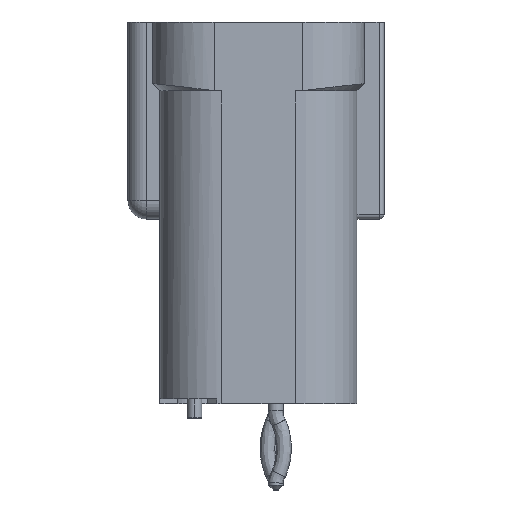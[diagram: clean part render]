
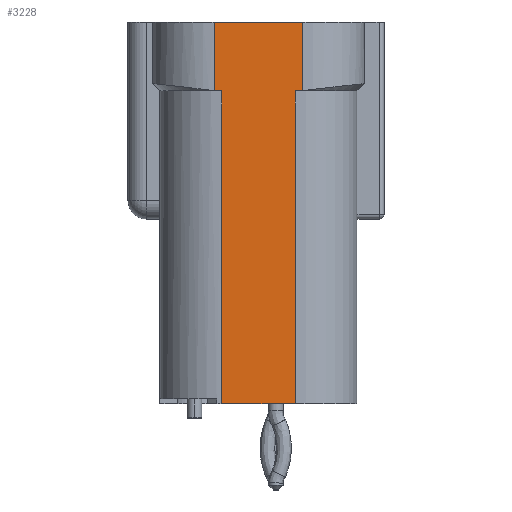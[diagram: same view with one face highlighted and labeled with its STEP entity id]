
A CAD part, left-side view. The second image highlights one B-rep face of the part: STEP entity #3228.
In plain terms, the highlighted planar face has unit normal (-1, 0, 0).
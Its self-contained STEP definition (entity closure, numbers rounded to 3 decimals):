
#29 = PLANE ( 'NONE',  #4799 ) ;
#163 = EDGE_CURVE ( 'NONE', #14222, #12510, #5317, .T. ) ;
#260 = CARTESIAN_POINT ( 'NONE',  ( 0., 5.5, 0. ) ) ;
#407 = ORIENTED_EDGE ( 'NONE', *, *, #163, .T. ) ;
#983 = ORIENTED_EDGE ( 'NONE', *, *, #14729, .T. ) ;
#992 = B_SPLINE_CURVE_WITH_KNOTS ( 'NONE', 3,
 ( #8968, #6581, #11273, #8671 ),
 .UNSPECIFIED., .F., .F.,
 ( 4, 4 ),
 ( 0., 0. ),
 .UNSPECIFIED. ) ;
#1172 = B_SPLINE_CURVE_WITH_KNOTS ( 'NONE', 3,
 ( #13279, #8280, #1256, #4960 ),
 .UNSPECIFIED., .F., .F.,
 ( 4, 4 ),
 ( 0., 0. ),
 .UNSPECIFIED. ) ;
#1256 = CARTESIAN_POINT ( 'NONE',  ( 0., 5.6, 12.7 ) ) ;
#1605 = DIRECTION ( 'NONE',  ( 0., 0., 1. ) ) ;
#2049 = LINE ( 'NONE', #5848, #8137 ) ;
#2794 = CARTESIAN_POINT ( 'NONE',  ( 0., 5.5, 12.7 ) ) ;
#2997 = CARTESIAN_POINT ( 'NONE',  ( 0., 2.5, 0. ) ) ;
#3071 = LINE ( 'NONE', #2997, #12224 ) ;
#3228 = ADVANCED_FACE ( 'NONE', ( #7119 ), #29, .F. ) ;
#3379 = EDGE_CURVE ( 'NONE', #9546, #15119, #9114, .T. ) ;
#3525 = LINE ( 'NONE', #6985, #8788 ) ;
#3561 = CARTESIAN_POINT ( 'NONE',  ( 0., 5.8, 12.718 ) ) ;
#4377 = ORIENTED_EDGE ( 'NONE', *, *, #5072, .F. ) ;
#4473 = EDGE_LOOP ( 'NONE', ( #6605, #4377, #7199, #407, #14549, #11358, #983, #9985 ) ) ;
#4738 = CARTESIAN_POINT ( 'NONE',  ( 0., 2.5, 15.5 ) ) ;
#4799 = AXIS2_PLACEMENT_3D ( 'NONE', #4738, #12046, #8515 ) ;
#4960 = CARTESIAN_POINT ( 'NONE',  ( 0., 5.5, 12.7 ) ) ;
#5072 = EDGE_CURVE ( 'NONE', #8098, #13082, #13485, .T. ) ;
#5317 = LINE ( 'NONE', #9939, #7746 ) ;
#5683 = DIRECTION ( 'NONE',  ( 0., 0., -1. ) ) ;
#5848 = CARTESIAN_POINT ( 'NONE',  ( 0., 2.5, 15.5 ) ) ;
#6351 = CARTESIAN_POINT ( 'NONE',  ( 0., 5.8, 15.5 ) ) ;
#6581 = CARTESIAN_POINT ( 'NONE',  ( 0., 2.4, 12.7 ) ) ;
#6605 = ORIENTED_EDGE ( 'NONE', *, *, #8761, .T. ) ;
#6720 = DIRECTION ( 'NONE',  ( 0., 0., 1. ) ) ;
#6985 = CARTESIAN_POINT ( 'NONE',  ( 0., 5.5, 15.5 ) ) ;
#7119 = FACE_OUTER_BOUND ( 'NONE', #4473, .T. ) ;
#7199 = ORIENTED_EDGE ( 'NONE', *, *, #13766, .T. ) ;
#7631 = CARTESIAN_POINT ( 'NONE',  ( 0., 2.5, 15.5 ) ) ;
#7746 = VECTOR ( 'NONE', #1605, 1000. ) ;
#8098 = VERTEX_POINT ( 'NONE', #11379 ) ;
#8137 = VECTOR ( 'NONE', #9314, 1000. ) ;
#8200 = EDGE_CURVE ( 'NONE', #14826, #13708, #3525, .T. ) ;
#8280 = CARTESIAN_POINT ( 'NONE',  ( 0., 5.7, 12.706 ) ) ;
#8515 = DIRECTION ( 'NONE',  ( 0., 1., 0. ) ) ;
#8671 = CARTESIAN_POINT ( 'NONE',  ( 0., 2.2, 12.718 ) ) ;
#8761 = EDGE_CURVE ( 'NONE', #13708, #13082, #3071, .T. ) ;
#8788 = VECTOR ( 'NONE', #5683, 1000. ) ;
#8868 = DIRECTION ( 'NONE',  ( 0., 0., -1. ) ) ;
#8932 = CARTESIAN_POINT ( 'NONE',  ( 0., 2.5, 0. ) ) ;
#8960 = CARTESIAN_POINT ( 'NONE',  ( 0., 5.8, 13. ) ) ;
#8968 = CARTESIAN_POINT ( 'NONE',  ( 0., 2.5, 12.7 ) ) ;
#9114 = LINE ( 'NONE', #8960, #12391 ) ;
#9314 = DIRECTION ( 'NONE',  ( 0., -1., 0. ) ) ;
#9339 = CARTESIAN_POINT ( 'NONE',  ( 0., 2.2, 12.718 ) ) ;
#9359 = VECTOR ( 'NONE', #8868, 1000. ) ;
#9546 = VERTEX_POINT ( 'NONE', #3561 ) ;
#9939 = CARTESIAN_POINT ( 'NONE',  ( 0., 2.2, 13. ) ) ;
#9985 = ORIENTED_EDGE ( 'NONE', *, *, #8200, .T. ) ;
#11273 = CARTESIAN_POINT ( 'NONE',  ( 0., 2.3, 12.706 ) ) ;
#11358 = ORIENTED_EDGE ( 'NONE', *, *, #3379, .F. ) ;
#11379 = CARTESIAN_POINT ( 'NONE',  ( 0., 2.5, 12.7 ) ) ;
#11445 = CARTESIAN_POINT ( 'NONE',  ( 0., 2.2, 15.5 ) ) ;
#12039 = EDGE_CURVE ( 'NONE', #15119, #12510, #2049, .T. ) ;
#12046 = DIRECTION ( 'NONE',  ( 1., 0., 0. ) ) ;
#12224 = VECTOR ( 'NONE', #12397, 1000. ) ;
#12391 = VECTOR ( 'NONE', #6720, 1000. ) ;
#12397 = DIRECTION ( 'NONE',  ( 0., -1., 0. ) ) ;
#12510 = VERTEX_POINT ( 'NONE', #11445 ) ;
#13082 = VERTEX_POINT ( 'NONE', #8932 ) ;
#13279 = CARTESIAN_POINT ( 'NONE',  ( 0., 5.8, 12.718 ) ) ;
#13485 = LINE ( 'NONE', #7631, #9359 ) ;
#13708 = VERTEX_POINT ( 'NONE', #260 ) ;
#13766 = EDGE_CURVE ( 'NONE', #8098, #14222, #992, .T. ) ;
#14222 = VERTEX_POINT ( 'NONE', #9339 ) ;
#14549 = ORIENTED_EDGE ( 'NONE', *, *, #12039, .F. ) ;
#14729 = EDGE_CURVE ( 'NONE', #9546, #14826, #1172, .T. ) ;
#14826 = VERTEX_POINT ( 'NONE', #2794 ) ;
#15119 = VERTEX_POINT ( 'NONE', #6351 ) ;
